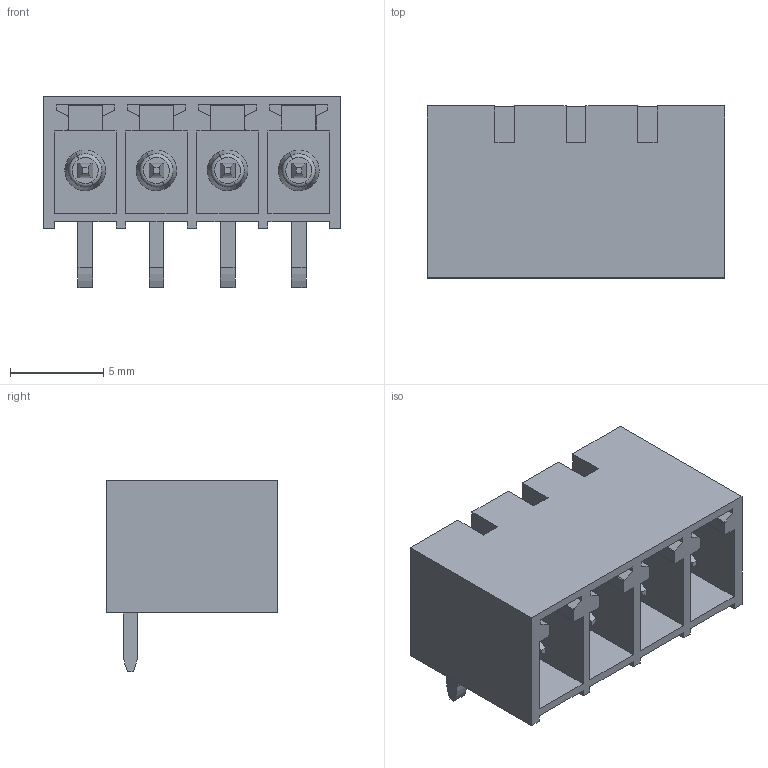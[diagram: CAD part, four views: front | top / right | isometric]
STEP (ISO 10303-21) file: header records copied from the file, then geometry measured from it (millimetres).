
FILE_DESCRIPTION(('CATIA V5 STEP Exchange','CAx-IF Rec.Pracs.--- Model Styling and Organization---1.2---2011-12-15'),'2;1');
FILE_NAME ('D1457626_0_1862490000_1862490000.stp','2018-10-11T07:38:27+00:00',('none'),('Weidmueller'),'CATIA Version 5-6 Release 2014','CATIA V5 STEP AP214','none');
FILE_SCHEMA(('AUTOMOTIVE_DESIGN { 1 0 10303 214 1 1 1 1 }'));
Length unit declared in the file: millimetre
Products named in the file (1): 1862490000
Bounding box: 15.93 x 9.2 x 10.27 mm (x, y, z)
Volume: 425.1 mm3; surface area: 1579.8 mm2
Topology: 5 solids, 5 shells, 296 faces, 842 edges, 568 vertices
Faces by surface type: plane 226, cylinder 54, torus 8, cone 8
Entity records: 8853 total; most frequent: ORIENTED_EDGE 1684, CARTESIAN_POINT 1625, DIRECTION 1158, EDGE_CURVE 842, VECTOR 702, LINE 702, VERTEX_POINT 568, EDGE_LOOP 316
